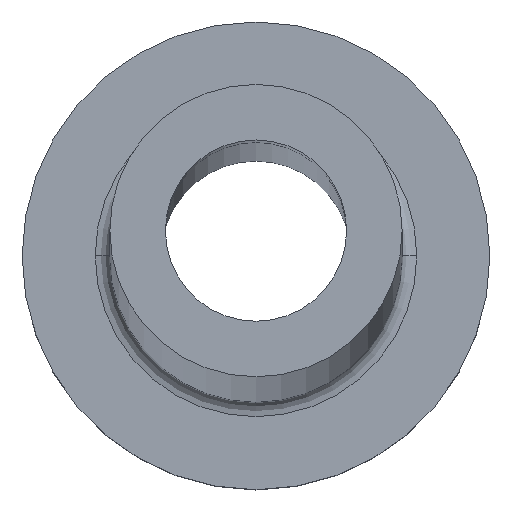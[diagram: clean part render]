
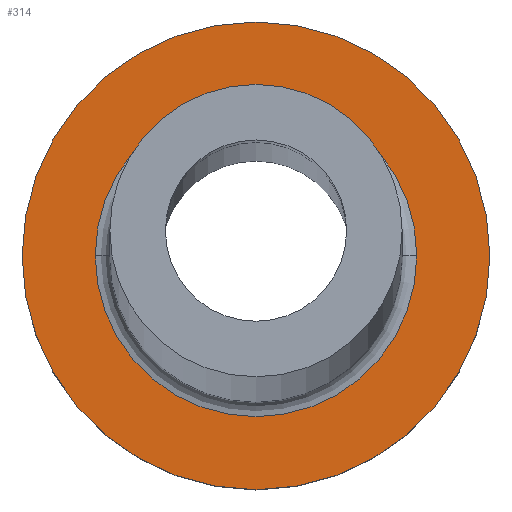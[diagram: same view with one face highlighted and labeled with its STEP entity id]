
A CAD part, top view. The second image highlights one B-rep face of the part: STEP entity #314.
In plain terms, the highlighted planar face has unit normal (0, 0, 1).
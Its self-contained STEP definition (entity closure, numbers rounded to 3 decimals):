
#15 = FACE_OUTER_BOUND ( 'NONE', #305, .T. ) ;
#31 = ORIENTED_EDGE ( 'NONE', *, *, #120, .T. ) ;
#32 = EDGE_CURVE ( 'NONE', #366, #131, #57, .T. ) ;
#57 = CIRCLE ( 'NONE', #410, 8. ) ;
#90 = DIRECTION ( 'NONE',  ( 0., 0., -1. ) ) ;
#103 = ORIENTED_EDGE ( 'NONE', *, *, #412, .T. ) ;
#111 = DIRECTION ( 'NONE',  ( 1., 0., 0. ) ) ;
#117 = CIRCLE ( 'NONE', #164, 5.5 ) ;
#120 = EDGE_CURVE ( 'NONE', #340, #194, #117, .T. ) ;
#121 = CARTESIAN_POINT ( 'NONE',  ( -5.5, 0., 5. ) ) ;
#131 = VERTEX_POINT ( 'NONE', #173 ) ;
#152 = DIRECTION ( 'NONE',  ( 1., 0., 0. ) ) ;
#164 = AXIS2_PLACEMENT_3D ( 'NONE', #246, #90, #381 ) ;
#173 = CARTESIAN_POINT ( 'NONE',  ( 8., 0., 5. ) ) ;
#177 = EDGE_LOOP ( 'NONE', ( #428, #31 ) ) ;
#194 = VERTEX_POINT ( 'NONE', #319 ) ;
#199 = ORIENTED_EDGE ( 'NONE', *, *, #32, .T. ) ;
#229 = AXIS2_PLACEMENT_3D ( 'NONE', #325, #293, #111 ) ;
#237 = AXIS2_PLACEMENT_3D ( 'NONE', #432, #426, #152 ) ;
#243 = DIRECTION ( 'NONE',  ( 1., 0., 0. ) ) ;
#246 = CARTESIAN_POINT ( 'NONE',  ( 0., 0., 5. ) ) ;
#252 = PLANE ( 'NONE',  #237 ) ;
#286 = CARTESIAN_POINT ( 'NONE',  ( 0., 0., 5. ) ) ;
#292 = FACE_BOUND ( 'NONE', #177, .T. ) ;
#293 = DIRECTION ( 'NONE',  ( 0., 0., -1. ) ) ;
#305 = EDGE_LOOP ( 'NONE', ( #199, #103 ) ) ;
#309 = AXIS2_PLACEMENT_3D ( 'NONE', #286, #358, #392 ) ;
#314 = ADVANCED_FACE ( 'NONE', ( #292, #15 ), #252, .T. ) ;
#319 = CARTESIAN_POINT ( 'NONE',  ( 5.5, 0., 5. ) ) ;
#325 = CARTESIAN_POINT ( 'NONE',  ( 0., 0., 5. ) ) ;
#326 = CARTESIAN_POINT ( 'NONE',  ( -8., 0., 5. ) ) ;
#340 = VERTEX_POINT ( 'NONE', #121 ) ;
#358 = DIRECTION ( 'NONE',  ( 0., 0., 1. ) ) ;
#366 = VERTEX_POINT ( 'NONE', #326 ) ;
#367 = EDGE_CURVE ( 'NONE', #194, #340, #370, .T. ) ;
#370 = CIRCLE ( 'NONE', #229, 5.5 ) ;
#381 = DIRECTION ( 'NONE',  ( 1., 0., 0. ) ) ;
#392 = DIRECTION ( 'NONE',  ( 1., 0., 0. ) ) ;
#402 = DIRECTION ( 'NONE',  ( 0., 0., 1. ) ) ;
#406 = CIRCLE ( 'NONE', #309, 8. ) ;
#410 = AXIS2_PLACEMENT_3D ( 'NONE', #411, #402, #243 ) ;
#411 = CARTESIAN_POINT ( 'NONE',  ( 0., 0., 5. ) ) ;
#412 = EDGE_CURVE ( 'NONE', #131, #366, #406, .T. ) ;
#426 = DIRECTION ( 'NONE',  ( 0., 0., 1. ) ) ;
#428 = ORIENTED_EDGE ( 'NONE', *, *, #367, .T. ) ;
#432 = CARTESIAN_POINT ( 'NONE',  ( 0., 0., 5. ) ) ;
